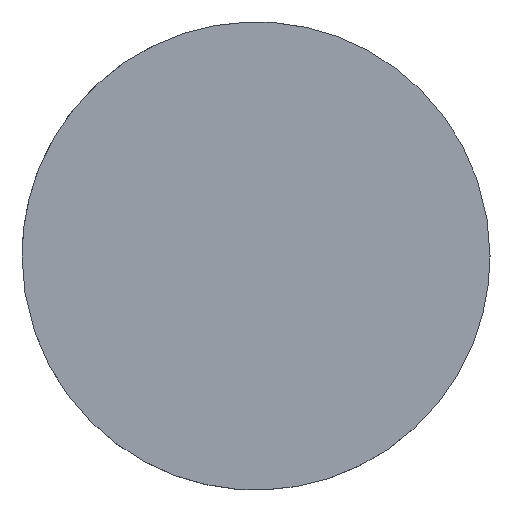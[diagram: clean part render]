
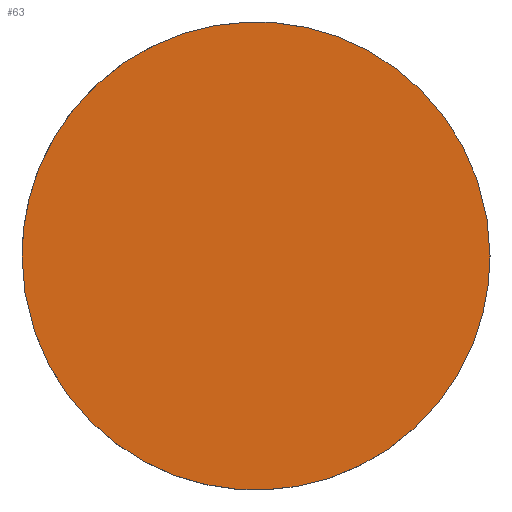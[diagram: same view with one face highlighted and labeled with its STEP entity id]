
A CAD part, top view. The second image highlights one B-rep face of the part: STEP entity #63.
In plain terms, the highlighted planar face has unit normal (0, 0, 1).
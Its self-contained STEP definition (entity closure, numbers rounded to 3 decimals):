
#4 = DIRECTION ( 'NONE',  ( 0., 0., 1. ) ) ;
#8 = EDGE_CURVE ( 'NONE', #54, #41, #179, .T. ) ;
#10 = CARTESIAN_POINT ( 'NONE',  ( -25.4, -25.4, 3.2 ) ) ;
#14 = CARTESIAN_POINT ( 'NONE',  ( 25.4, 0., 3.2 ) ) ;
#15 =( BOUNDED_CURVE ( )  B_SPLINE_CURVE ( 2, ( #16, #153, #130, #91, #169 ),
 .UNSPECIFIED., .F., .T. ) 
 B_SPLINE_CURVE_WITH_KNOTS ( ( 3, 2, 3 ),
 ( 0., 1.571, 3.142 ),
 .UNSPECIFIED. ) 
 CURVE ( )  GEOMETRIC_REPRESENTATION_ITEM ( )  RATIONAL_B_SPLINE_CURVE ( ( 1., 0.707, 1., 0.707, 1. ) ) 
 REPRESENTATION_ITEM ( '' )  );
#16 = CARTESIAN_POINT ( 'NONE',  ( 25.4, 0., 3.2 ) ) ;
#26 = CARTESIAN_POINT ( 'NONE',  ( 25.4, 0., 3.2 ) ) ;
#32 = CARTESIAN_POINT ( 'NONE',  ( 0., 52.02, 3.2 ) ) ;
#33 = FACE_OUTER_BOUND ( 'NONE', #55, .T. ) ;
#41 = VERTEX_POINT ( 'NONE', #14 ) ;
#42 = CARTESIAN_POINT ( 'NONE',  ( 0., -25.4, 3.2 ) ) ;
#54 = VERTEX_POINT ( 'NONE', #128 ) ;
#55 = EDGE_LOOP ( 'NONE', ( #161, #125 ) ) ;
#62 = PLANE ( 'NONE',  #166 ) ;
#63 = ADVANCED_FACE ( 'NONE', ( #33 ), #62, .T. ) ;
#88 = CARTESIAN_POINT ( 'NONE',  ( -25.4, 0., 3.2 ) ) ;
#91 = CARTESIAN_POINT ( 'NONE',  ( -25.4, 25.4, 3.2 ) ) ;
#94 = DIRECTION ( 'NONE',  ( 1., 0., 0. ) ) ;
#125 = ORIENTED_EDGE ( 'NONE', *, *, #8, .T. ) ;
#128 = CARTESIAN_POINT ( 'NONE',  ( -25.4, 0., 3.2 ) ) ;
#130 = CARTESIAN_POINT ( 'NONE',  ( 0., 25.4, 3.2 ) ) ;
#150 = CARTESIAN_POINT ( 'NONE',  ( 25.4, -25.4, 3.2 ) ) ;
#153 = CARTESIAN_POINT ( 'NONE',  ( 25.4, 25.4, 3.2 ) ) ;
#161 = ORIENTED_EDGE ( 'NONE', *, *, #174, .T. ) ;
#166 = AXIS2_PLACEMENT_3D ( 'NONE', #32, #4, #94 ) ;
#169 = CARTESIAN_POINT ( 'NONE',  ( -25.4, 0., 3.2 ) ) ;
#174 = EDGE_CURVE ( 'NONE', #41, #54, #15, .T. ) ;
#179 =( BOUNDED_CURVE ( )  B_SPLINE_CURVE ( 2, ( #88, #10, #42, #150, #26 ),
 .UNSPECIFIED., .F., .T. ) 
 B_SPLINE_CURVE_WITH_KNOTS ( ( 3, 2, 3 ),
 ( 3.142, 4.712, 6.283 ),
 .UNSPECIFIED. ) 
 CURVE ( )  GEOMETRIC_REPRESENTATION_ITEM ( )  RATIONAL_B_SPLINE_CURVE ( ( 1., 0.707, 1., 0.707, 1. ) ) 
 REPRESENTATION_ITEM ( '' )  );
